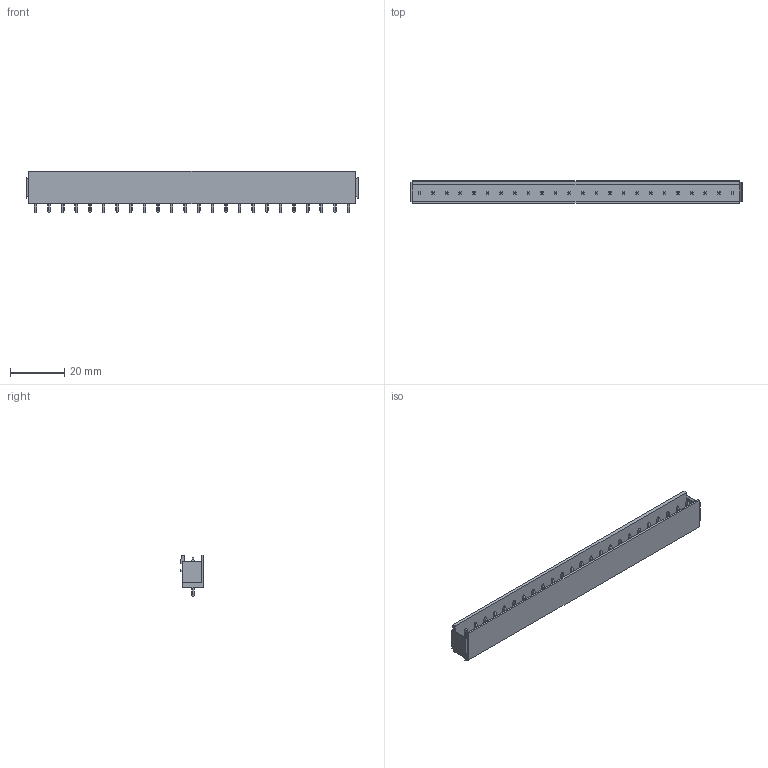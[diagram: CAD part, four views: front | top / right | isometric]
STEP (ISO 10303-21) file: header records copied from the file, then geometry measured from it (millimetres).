
FILE_DESCRIPTION(('CATIA V5 STEP Exchange','CAx-IF Rec.Pracs.--- Model Styling and Organization---1.2---2011-12-15'),'2;1');
FILE_NAME ('D1452981_0_1582000000_1582000000.stp','2018-10-19T08:18:43+00:00',('none'),('Weidmueller'),'CATIA Version 5-6 Release 2014','CATIA V5 STEP AP214','none');
FILE_SCHEMA(('AUTOMOTIVE_DESIGN { 1 0 10303 214 1 1 1 1 }'));
Length unit declared in the file: millimetre
Products named in the file (1): 1582000000
Bounding box: 122 x 8.43 x 15.2 mm (x, y, z)
Volume: 5384.1 mm3; surface area: 8838.7 mm2
Topology: 25 solids, 25 shells, 671 faces, 1851 edges, 1230 vertices
Faces by surface type: plane 477, cylinder 194
Entity records: 19995 total; most frequent: CARTESIAN_POINT 4898, ORIENTED_EDGE 3702, DIRECTION 2123, EDGE_CURVE 1851, VECTOR 1267, LINE 1267, VERTEX_POINT 1230, EDGE_LOOP 719
